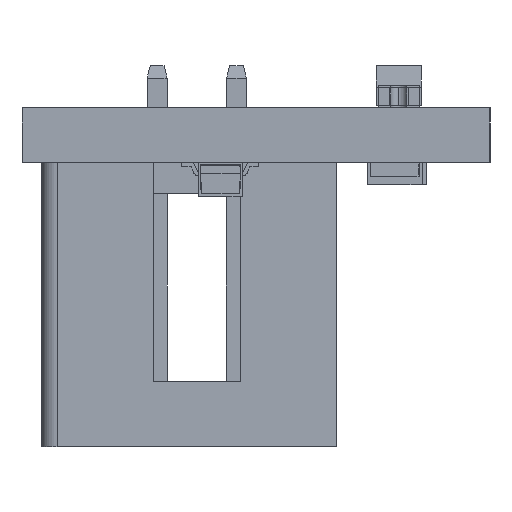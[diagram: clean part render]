
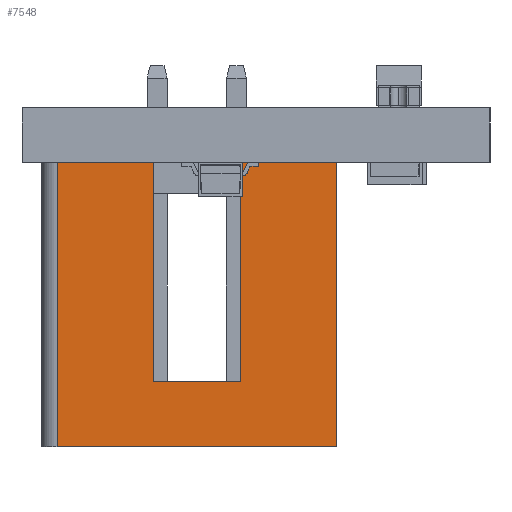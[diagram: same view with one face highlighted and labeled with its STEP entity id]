
A CAD part, left-side view. The second image highlights one B-rep face of the part: STEP entity #7548.
In plain terms, the highlighted face is planar.
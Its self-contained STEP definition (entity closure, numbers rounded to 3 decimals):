
#4878 = PLANE('',#4879);
#4879 = AXIS2_PLACEMENT_3D('',#4880,#4881,#4882);
#4880 = CARTESIAN_POINT('',(7.62,-4.475,0.));
#4881 = DIRECTION('',(0.,0.,1.));
#4882 = DIRECTION('',(1.,0.,0.));
#4931 = PLANE('',#4932);
#4932 = AXIS2_PLACEMENT_3D('',#4933,#4934,#4935);
#4933 = CARTESIAN_POINT('',(7.62,-4.475,9.1));
#4934 = DIRECTION('',(0.,0.,1.));
#4935 = DIRECTION('',(1.,0.,0.));
#4957 = PLANE('',#4958);
#4958 = AXIS2_PLACEMENT_3D('',#4959,#4960,#4961);
#4959 = CARTESIAN_POINT('',(-7.62,4.475,9.1));
#4960 = DIRECTION('',(0.,-1.,0.));
#4961 = DIRECTION('',(0.,0.,-1.));
#4976 = VERTEX_POINT('',#4977);
#4977 = CARTESIAN_POINT('',(7.62,4.475,9.1));
#4998 = EDGE_CURVE('',#4976,#4999,#5001,.T.);
#4999 = VERTEX_POINT('',#5000);
#5000 = CARTESIAN_POINT('',(7.62,4.475,0.));
#5001 = SURFACE_CURVE('',#5002,(#5006,#5013),.PCURVE_S1.);
#5002 = LINE('',#5003,#5004);
#5003 = CARTESIAN_POINT('',(7.62,4.475,9.1));
#5004 = VECTOR('',#5005,1.);
#5005 = DIRECTION('',(0.,0.,-1.));
#5006 = PCURVE('',#4957,#5007);
#5007 = DEFINITIONAL_REPRESENTATION('',(#5008),#5012);
#5008 = LINE('',#5009,#5010);
#5009 = CARTESIAN_POINT('',(0.,15.24));
#5010 = VECTOR('',#5011,1.);
#5011 = DIRECTION('',(1.,0.));
#5012 = ( GEOMETRIC_REPRESENTATION_CONTEXT(2) 
PARAMETRIC_REPRESENTATION_CONTEXT() REPRESENTATION_CONTEXT('2D SPACE',''
  ) );
#5013 = PCURVE('',#5014,#5019);
#5014 = PLANE('',#5015);
#5015 = AXIS2_PLACEMENT_3D('',#5016,#5017,#5018);
#5016 = CARTESIAN_POINT('',(7.62,4.475,9.1));
#5017 = DIRECTION('',(-1.,0.,0.));
#5018 = DIRECTION('',(0.,-1.,0.));
#5019 = DEFINITIONAL_REPRESENTATION('',(#5020),#5024);
#5020 = LINE('',#5021,#5022);
#5021 = CARTESIAN_POINT('',(0.,0.));
#5022 = VECTOR('',#5023,1.);
#5023 = DIRECTION('',(0.,-1.));
#5024 = ( GEOMETRIC_REPRESENTATION_CONTEXT(2) 
PARAMETRIC_REPRESENTATION_CONTEXT() REPRESENTATION_CONTEXT('2D SPACE',''
  ) );
#5495 = EDGE_CURVE('',#5496,#4999,#5498,.T.);
#5496 = VERTEX_POINT('',#5497);
#5497 = CARTESIAN_POINT('',(7.62,1.4,0.));
#5498 = SURFACE_CURVE('',#5499,(#5503,#5510),.PCURVE_S1.);
#5499 = LINE('',#5500,#5501);
#5500 = CARTESIAN_POINT('',(7.62,4.475,0.));
#5501 = VECTOR('',#5502,1.);
#5502 = DIRECTION('',(0.,1.,0.));
#5503 = PCURVE('',#4878,#5504);
#5504 = DEFINITIONAL_REPRESENTATION('',(#5505),#5509);
#5505 = LINE('',#5506,#5507);
#5506 = CARTESIAN_POINT('',(0.,8.95));
#5507 = VECTOR('',#5508,1.);
#5508 = DIRECTION('',(0.,1.));
#5509 = ( GEOMETRIC_REPRESENTATION_CONTEXT(2) 
PARAMETRIC_REPRESENTATION_CONTEXT() REPRESENTATION_CONTEXT('2D SPACE',''
  ) );
#5510 = PCURVE('',#5014,#5511);
#5511 = DEFINITIONAL_REPRESENTATION('',(#5512),#5516);
#5512 = LINE('',#5513,#5514);
#5513 = CARTESIAN_POINT('',(0.,-9.1));
#5514 = VECTOR('',#5515,1.);
#5515 = DIRECTION('',(-1.,0.));
#5516 = ( GEOMETRIC_REPRESENTATION_CONTEXT(2) 
PARAMETRIC_REPRESENTATION_CONTEXT() REPRESENTATION_CONTEXT('2D SPACE',''
  ) );
#5534 = PLANE('',#5535);
#5535 = AXIS2_PLACEMENT_3D('',#5536,#5537,#5538);
#5536 = CARTESIAN_POINT('',(6.37,1.4,7.));
#5537 = DIRECTION('',(0.,1.,0.));
#5538 = DIRECTION('',(0.,0.,1.));
#5575 = VERTEX_POINT('',#5576);
#5576 = CARTESIAN_POINT('',(7.62,-1.4,0.));
#5590 = PLANE('',#5591);
#5591 = AXIS2_PLACEMENT_3D('',#5592,#5593,#5594);
#5592 = CARTESIAN_POINT('',(6.37,-1.4,7.));
#5593 = DIRECTION('',(0.,-1.,0.));
#5594 = DIRECTION('',(0.,0.,-1.));
#5602 = EDGE_CURVE('',#5603,#5575,#5605,.T.);
#5603 = VERTEX_POINT('',#5604);
#5604 = CARTESIAN_POINT('',(7.62,-4.475,0.));
#5605 = SURFACE_CURVE('',#5606,(#5610,#5617),.PCURVE_S1.);
#5606 = LINE('',#5607,#5608);
#5607 = CARTESIAN_POINT('',(7.62,4.475,0.));
#5608 = VECTOR('',#5609,1.);
#5609 = DIRECTION('',(0.,1.,0.));
#5610 = PCURVE('',#4878,#5611);
#5611 = DEFINITIONAL_REPRESENTATION('',(#5612),#5616);
#5612 = LINE('',#5613,#5614);
#5613 = CARTESIAN_POINT('',(0.,8.95));
#5614 = VECTOR('',#5615,1.);
#5615 = DIRECTION('',(0.,1.));
#5616 = ( GEOMETRIC_REPRESENTATION_CONTEXT(2) 
PARAMETRIC_REPRESENTATION_CONTEXT() REPRESENTATION_CONTEXT('2D SPACE',''
  ) );
#5617 = PCURVE('',#5014,#5618);
#5618 = DEFINITIONAL_REPRESENTATION('',(#5619),#5623);
#5619 = LINE('',#5620,#5621);
#5620 = CARTESIAN_POINT('',(0.,-9.1));
#5621 = VECTOR('',#5622,1.);
#5622 = DIRECTION('',(-1.,0.));
#5623 = ( GEOMETRIC_REPRESENTATION_CONTEXT(2) 
PARAMETRIC_REPRESENTATION_CONTEXT() REPRESENTATION_CONTEXT('2D SPACE',''
  ) );
#5641 = PLANE('',#5642);
#5642 = AXIS2_PLACEMENT_3D('',#5643,#5644,#5645);
#5643 = CARTESIAN_POINT('',(-7.62,-4.475,9.1));
#5644 = DIRECTION('',(0.,1.,0.));
#5645 = DIRECTION('',(0.,0.,1.));
#7548 = ADVANCED_FACE('',(#7549),#5014,.F.);
#7549 = FACE_BOUND('',#7550,.T.);
#7550 = EDGE_LOOP('',(#7551,#7581,#7602,#7603,#7604,#7627,#7648,#7649));
#7551 = ORIENTED_EDGE('',*,*,#7552,.F.);
#7552 = EDGE_CURVE('',#7553,#7555,#7557,.T.);
#7553 = VERTEX_POINT('',#7554);
#7554 = CARTESIAN_POINT('',(7.62,1.4,7.));
#7555 = VERTEX_POINT('',#7556);
#7556 = CARTESIAN_POINT('',(7.62,-1.4,7.));
#7557 = SURFACE_CURVE('',#7558,(#7562,#7569),.PCURVE_S1.);
#7558 = LINE('',#7559,#7560);
#7559 = CARTESIAN_POINT('',(7.62,-1.4,7.));
#7560 = VECTOR('',#7561,1.);
#7561 = DIRECTION('',(0.,-1.,0.));
#7562 = PCURVE('',#5014,#7563);
#7563 = DEFINITIONAL_REPRESENTATION('',(#7564),#7568);
#7564 = LINE('',#7565,#7566);
#7565 = CARTESIAN_POINT('',(5.875,-2.1));
#7566 = VECTOR('',#7567,1.);
#7567 = DIRECTION('',(1.,0.));
#7568 = ( GEOMETRIC_REPRESENTATION_CONTEXT(2) 
PARAMETRIC_REPRESENTATION_CONTEXT() REPRESENTATION_CONTEXT('2D SPACE',''
  ) );
#7569 = PCURVE('',#7570,#7575);
#7570 = PLANE('',#7571);
#7571 = AXIS2_PLACEMENT_3D('',#7572,#7573,#7574);
#7572 = CARTESIAN_POINT('',(7.62,1.4,7.));
#7573 = DIRECTION('',(0.,0.,-1.));
#7574 = DIRECTION('',(-1.,0.,0.));
#7575 = DEFINITIONAL_REPRESENTATION('',(#7576),#7580);
#7576 = LINE('',#7577,#7578);
#7577 = CARTESIAN_POINT('',(0.,-2.8));
#7578 = VECTOR('',#7579,1.);
#7579 = DIRECTION('',(0.,-1.));
#7580 = ( GEOMETRIC_REPRESENTATION_CONTEXT(2) 
PARAMETRIC_REPRESENTATION_CONTEXT() REPRESENTATION_CONTEXT('2D SPACE',''
  ) );
#7581 = ORIENTED_EDGE('',*,*,#7582,.T.);
#7582 = EDGE_CURVE('',#7553,#5496,#7583,.T.);
#7583 = SURFACE_CURVE('',#7584,(#7588,#7595),.PCURVE_S1.);
#7584 = LINE('',#7585,#7586);
#7585 = CARTESIAN_POINT('',(7.62,1.4,7.));
#7586 = VECTOR('',#7587,1.);
#7587 = DIRECTION('',(0.,0.,-1.));
#7588 = PCURVE('',#5014,#7589);
#7589 = DEFINITIONAL_REPRESENTATION('',(#7590),#7594);
#7590 = LINE('',#7591,#7592);
#7591 = CARTESIAN_POINT('',(3.075,-2.1));
#7592 = VECTOR('',#7593,1.);
#7593 = DIRECTION('',(0.,-1.));
#7594 = ( GEOMETRIC_REPRESENTATION_CONTEXT(2) 
PARAMETRIC_REPRESENTATION_CONTEXT() REPRESENTATION_CONTEXT('2D SPACE',''
  ) );
#7595 = PCURVE('',#5534,#7596);
#7596 = DEFINITIONAL_REPRESENTATION('',(#7597),#7601);
#7597 = LINE('',#7598,#7599);
#7598 = CARTESIAN_POINT('',(0.,1.25));
#7599 = VECTOR('',#7600,1.);
#7600 = DIRECTION('',(-1.,0.));
#7601 = ( GEOMETRIC_REPRESENTATION_CONTEXT(2) 
PARAMETRIC_REPRESENTATION_CONTEXT() REPRESENTATION_CONTEXT('2D SPACE',''
  ) );
#7602 = ORIENTED_EDGE('',*,*,#5495,.T.);
#7603 = ORIENTED_EDGE('',*,*,#4998,.F.);
#7604 = ORIENTED_EDGE('',*,*,#7605,.F.);
#7605 = EDGE_CURVE('',#7606,#4976,#7608,.T.);
#7606 = VERTEX_POINT('',#7607);
#7607 = CARTESIAN_POINT('',(7.62,-4.475,9.1));
#7608 = SURFACE_CURVE('',#7609,(#7613,#7620),.PCURVE_S1.);
#7609 = LINE('',#7610,#7611);
#7610 = CARTESIAN_POINT('',(7.62,4.475,9.1));
#7611 = VECTOR('',#7612,1.);
#7612 = DIRECTION('',(0.,1.,0.));
#7613 = PCURVE('',#5014,#7614);
#7614 = DEFINITIONAL_REPRESENTATION('',(#7615),#7619);
#7615 = LINE('',#7616,#7617);
#7616 = CARTESIAN_POINT('',(0.,0.));
#7617 = VECTOR('',#7618,1.);
#7618 = DIRECTION('',(-1.,0.));
#7619 = ( GEOMETRIC_REPRESENTATION_CONTEXT(2) 
PARAMETRIC_REPRESENTATION_CONTEXT() REPRESENTATION_CONTEXT('2D SPACE',''
  ) );
#7620 = PCURVE('',#4931,#7621);
#7621 = DEFINITIONAL_REPRESENTATION('',(#7622),#7626);
#7622 = LINE('',#7623,#7624);
#7623 = CARTESIAN_POINT('',(0.,8.95));
#7624 = VECTOR('',#7625,1.);
#7625 = DIRECTION('',(0.,1.));
#7626 = ( GEOMETRIC_REPRESENTATION_CONTEXT(2) 
PARAMETRIC_REPRESENTATION_CONTEXT() REPRESENTATION_CONTEXT('2D SPACE',''
  ) );
#7627 = ORIENTED_EDGE('',*,*,#7628,.T.);
#7628 = EDGE_CURVE('',#7606,#5603,#7629,.T.);
#7629 = SURFACE_CURVE('',#7630,(#7634,#7641),.PCURVE_S1.);
#7630 = LINE('',#7631,#7632);
#7631 = CARTESIAN_POINT('',(7.62,-4.475,9.1));
#7632 = VECTOR('',#7633,1.);
#7633 = DIRECTION('',(0.,0.,-1.));
#7634 = PCURVE('',#5014,#7635);
#7635 = DEFINITIONAL_REPRESENTATION('',(#7636),#7640);
#7636 = LINE('',#7637,#7638);
#7637 = CARTESIAN_POINT('',(8.95,0.));
#7638 = VECTOR('',#7639,1.);
#7639 = DIRECTION('',(0.,-1.));
#7640 = ( GEOMETRIC_REPRESENTATION_CONTEXT(2) 
PARAMETRIC_REPRESENTATION_CONTEXT() REPRESENTATION_CONTEXT('2D SPACE',''
  ) );
#7641 = PCURVE('',#5641,#7642);
#7642 = DEFINITIONAL_REPRESENTATION('',(#7643),#7647);
#7643 = LINE('',#7644,#7645);
#7644 = CARTESIAN_POINT('',(0.,15.24));
#7645 = VECTOR('',#7646,1.);
#7646 = DIRECTION('',(-1.,0.));
#7647 = ( GEOMETRIC_REPRESENTATION_CONTEXT(2) 
PARAMETRIC_REPRESENTATION_CONTEXT() REPRESENTATION_CONTEXT('2D SPACE',''
  ) );
#7648 = ORIENTED_EDGE('',*,*,#5602,.T.);
#7649 = ORIENTED_EDGE('',*,*,#7650,.F.);
#7650 = EDGE_CURVE('',#7555,#5575,#7651,.T.);
#7651 = SURFACE_CURVE('',#7652,(#7656,#7663),.PCURVE_S1.);
#7652 = LINE('',#7653,#7654);
#7653 = CARTESIAN_POINT('',(7.62,-1.4,7.));
#7654 = VECTOR('',#7655,1.);
#7655 = DIRECTION('',(0.,0.,-1.));
#7656 = PCURVE('',#5014,#7657);
#7657 = DEFINITIONAL_REPRESENTATION('',(#7658),#7662);
#7658 = LINE('',#7659,#7660);
#7659 = CARTESIAN_POINT('',(5.875,-2.1));
#7660 = VECTOR('',#7661,1.);
#7661 = DIRECTION('',(0.,-1.));
#7662 = ( GEOMETRIC_REPRESENTATION_CONTEXT(2) 
PARAMETRIC_REPRESENTATION_CONTEXT() REPRESENTATION_CONTEXT('2D SPACE',''
  ) );
#7663 = PCURVE('',#5590,#7664);
#7664 = DEFINITIONAL_REPRESENTATION('',(#7665),#7669);
#7665 = LINE('',#7666,#7667);
#7666 = CARTESIAN_POINT('',(0.,1.25));
#7667 = VECTOR('',#7668,1.);
#7668 = DIRECTION('',(1.,0.));
#7669 = ( GEOMETRIC_REPRESENTATION_CONTEXT(2) 
PARAMETRIC_REPRESENTATION_CONTEXT() REPRESENTATION_CONTEXT('2D SPACE',''
  ) );
